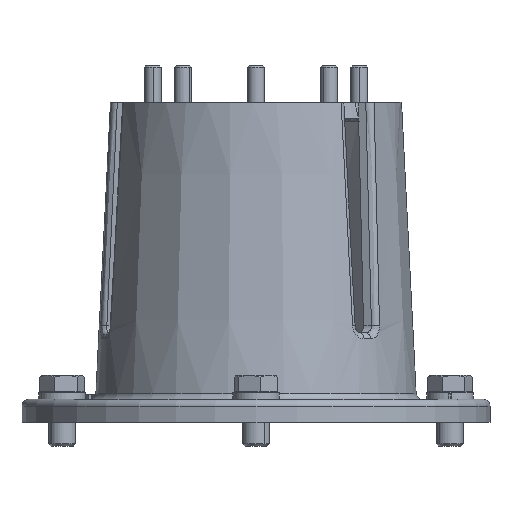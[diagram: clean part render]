
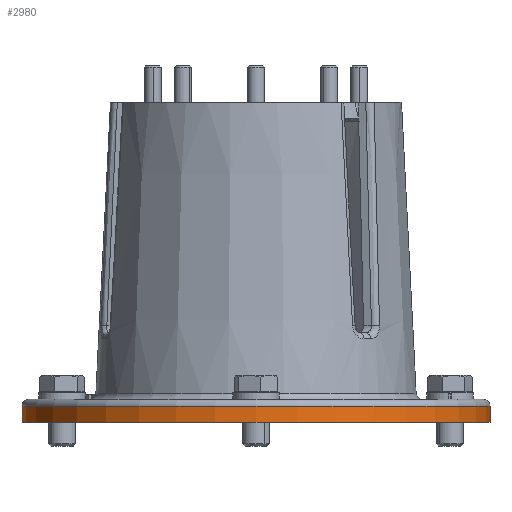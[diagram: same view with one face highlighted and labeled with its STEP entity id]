
A CAD part, left-side view. The second image highlights one B-rep face of the part: STEP entity #2980.
In plain terms, the highlighted cylindrical face has radius 111.125 mm (diameter 222.25 mm), a partial arc.
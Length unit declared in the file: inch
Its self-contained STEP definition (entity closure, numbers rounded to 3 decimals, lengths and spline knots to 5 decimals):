
#412 = CARTESIAN_POINT ( 'NONE',  ( 0., 0., 0.245 ) ) ;
#448 = ORIENTED_EDGE ( 'NONE', *, *, #12203, .F. ) ;
#879 = CYLINDRICAL_SURFACE ( 'NONE', #15900, 4.375 ) ;
#1204 = DIRECTION ( 'NONE',  ( 0., 1., 0. ) ) ;
#1648 = CARTESIAN_POINT ( 'NONE',  ( 0., -4.375, -0.06 ) ) ;
#1929 = DIRECTION ( 'NONE',  ( 0., 1., 0. ) ) ;
#2980 = ADVANCED_FACE ( 'NONE', ( #5940 ), #879, .T. ) ;
#3131 = AXIS2_PLACEMENT_3D ( 'NONE', #14539, #5417, #16072 ) ;
#3231 = ORIENTED_EDGE ( 'NONE', *, *, #3245, .T. ) ;
#3245 = EDGE_CURVE ( 'NONE', #19256, #12515, #9722, .T. ) ;
#4401 = EDGE_CURVE ( 'NONE', #10754, #15089, #18021, .T. ) ;
#5417 = DIRECTION ( 'NONE',  ( 0., 0., -1. ) ) ;
#5773 = CARTESIAN_POINT ( 'NONE',  ( 0., 0., 0.06 ) ) ;
#5940 = FACE_OUTER_BOUND ( 'NONE', #15047, .T. ) ;
#6393 = VECTOR ( 'NONE', #17166, 39.37008 ) ;
#6552 = CARTESIAN_POINT ( 'NONE',  ( 0., -4.375, 0.245 ) ) ;
#7346 = AXIS2_PLACEMENT_3D ( 'NONE', #412, #11099, #1929 ) ;
#8068 = CARTESIAN_POINT ( 'NONE',  ( 0., 4.375, -0.06 ) ) ;
#8870 = ORIENTED_EDGE ( 'NONE', *, *, #4401, .F. ) ;
#9176 = VECTOR ( 'NONE', #11498, 39.37008 ) ;
#9722 = CIRCLE ( 'NONE', #7346, 4.375 ) ;
#9966 = CARTESIAN_POINT ( 'NONE',  ( 0., 4.375, 0.06 ) ) ;
#10754 = VERTEX_POINT ( 'NONE', #1648 ) ;
#11099 = DIRECTION ( 'NONE',  ( 0., 0., -1. ) ) ;
#11498 = DIRECTION ( 'NONE',  ( 0., 0., -1. ) ) ;
#12203 = EDGE_CURVE ( 'NONE', #19256, #10754, #14977, .T. ) ;
#12515 = VERTEX_POINT ( 'NONE', #16616 ) ;
#12546 = CARTESIAN_POINT ( 'NONE',  ( 0., -4.375, 0.06 ) ) ;
#12935 = ORIENTED_EDGE ( 'NONE', *, *, #15636, .T. ) ;
#13699 = LINE ( 'NONE', #9966, #9176 ) ;
#14539 = CARTESIAN_POINT ( 'NONE',  ( 0., 0., -0.06 ) ) ;
#14977 = LINE ( 'NONE', #12546, #6393 ) ;
#15047 = EDGE_LOOP ( 'NONE', ( #448, #3231, #12935, #8870 ) ) ;
#15089 = VERTEX_POINT ( 'NONE', #8068 ) ;
#15636 = EDGE_CURVE ( 'NONE', #12515, #15089, #13699, .T. ) ;
#15900 = AXIS2_PLACEMENT_3D ( 'NONE', #5773, #19529, #1204 ) ;
#16072 = DIRECTION ( 'NONE',  ( 0., 1., 0. ) ) ;
#16616 = CARTESIAN_POINT ( 'NONE',  ( 0., 4.375, 0.245 ) ) ;
#17166 = DIRECTION ( 'NONE',  ( 0., 0., -1. ) ) ;
#18021 = CIRCLE ( 'NONE', #3131, 4.375 ) ;
#19256 = VERTEX_POINT ( 'NONE', #6552 ) ;
#19529 = DIRECTION ( 'NONE',  ( 0., 0., -1. ) ) ;
